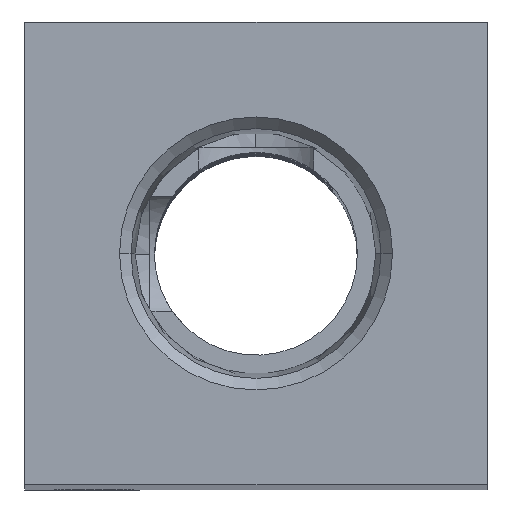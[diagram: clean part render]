
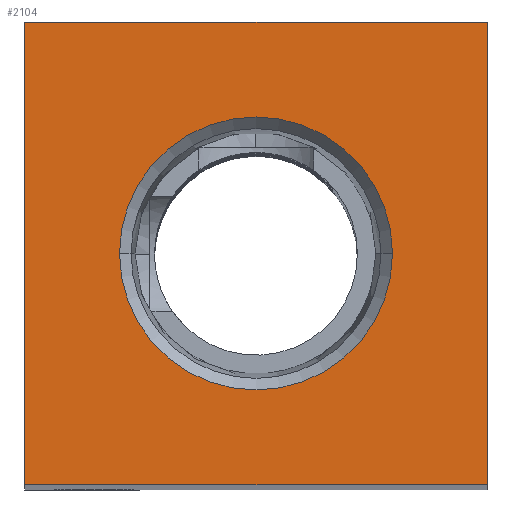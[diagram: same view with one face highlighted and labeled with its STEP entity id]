
A CAD part, top view. The second image highlights one B-rep face of the part: STEP entity #2104.
In plain terms, the highlighted planar face has unit normal (0, 0, 1).
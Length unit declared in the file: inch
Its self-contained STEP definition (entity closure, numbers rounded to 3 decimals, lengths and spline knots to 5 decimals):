
#440 = EDGE_LOOP ( 'NONE', ( #2806, #1096, #3719, #898 ) ) ;
#540 = CARTESIAN_POINT ( 'NONE',  ( 0.5, 0.5, 3.125 ) ) ;
#541 = CARTESIAN_POINT ( 'NONE',  ( 0.5, 0.5, 3.125 ) ) ;
#687 = CARTESIAN_POINT ( 'NONE',  ( -0.29487, 0., 3.125 ) ) ;
#764 = VERTEX_POINT ( 'NONE', #687 ) ;
#782 = DIRECTION ( 'NONE',  ( 0., -1., 0. ) ) ;
#898 = ORIENTED_EDGE ( 'NONE', *, *, #1271, .T. ) ;
#916 = VECTOR ( 'NONE', #782, 39.37008 ) ;
#921 = LINE ( 'NONE', #541, #3158 ) ;
#1074 = LINE ( 'NONE', #1119, #916 ) ;
#1096 = ORIENTED_EDGE ( 'NONE', *, *, #2037, .T. ) ;
#1119 = CARTESIAN_POINT ( 'NONE',  ( -0.5, -0.5, 3.125 ) ) ;
#1271 = EDGE_CURVE ( 'NONE', #4061, #2955, #921, .T. ) ;
#1305 = VECTOR ( 'NONE', #4009, 39.37008 ) ;
#1529 = ORIENTED_EDGE ( 'NONE', *, *, #5316, .F. ) ;
#1557 = AXIS2_PLACEMENT_3D ( 'NONE', #2874, #2853, #2810 ) ;
#1567 = EDGE_CURVE ( 'NONE', #764, #5326, #3233, .T. ) ;
#1608 = VERTEX_POINT ( 'NONE', #2807 ) ;
#1948 = CARTESIAN_POINT ( 'NONE',  ( -0.5, -0.5, 3.125 ) ) ;
#2037 = EDGE_CURVE ( 'NONE', #3055, #1608, #3636, .T. ) ;
#2093 = EDGE_LOOP ( 'NONE', ( #1529, #5040 ) ) ;
#2104 = ADVANCED_FACE ( 'NONE', ( #2489, #5552 ), #5586, .T. ) ;
#2308 = DIRECTION ( 'NONE',  ( 0., 0., 1. ) ) ;
#2408 = DIRECTION ( 'NONE',  ( 0., 1., 0. ) ) ;
#2489 = FACE_BOUND ( 'NONE', #2093, .T. ) ;
#2586 = LINE ( 'NONE', #5015, #4627 ) ;
#2739 = EDGE_CURVE ( 'NONE', #2955, #3055, #1074, .T. ) ;
#2806 = ORIENTED_EDGE ( 'NONE', *, *, #2739, .T. ) ;
#2807 = CARTESIAN_POINT ( 'NONE',  ( 0.5, -0.5, 3.125 ) ) ;
#2810 = DIRECTION ( 'NONE',  ( 1., 0., 0. ) ) ;
#2853 = DIRECTION ( 'NONE',  ( 0., 0., 1. ) ) ;
#2874 = CARTESIAN_POINT ( 'NONE',  ( 0., 0., 3.125 ) ) ;
#2955 = VERTEX_POINT ( 'NONE', #3620 ) ;
#3055 = VERTEX_POINT ( 'NONE', #1948 ) ;
#3143 = CARTESIAN_POINT ( 'NONE',  ( 0.29487, 0., 3.125 ) ) ;
#3158 = VECTOR ( 'NONE', #5611, 39.37008 ) ;
#3233 = CIRCLE ( 'NONE', #1557, 0.29487 ) ;
#3343 = AXIS2_PLACEMENT_3D ( 'NONE', #4907, #2308, #5361 ) ;
#3620 = CARTESIAN_POINT ( 'NONE',  ( -0.5, 0.5, 3.125 ) ) ;
#3636 = LINE ( 'NONE', #4522, #1305 ) ;
#3719 = ORIENTED_EDGE ( 'NONE', *, *, #5421, .T. ) ;
#4002 = CIRCLE ( 'NONE', #3343, 0.29487 ) ;
#4009 = DIRECTION ( 'NONE',  ( 1., 0., 0. ) ) ;
#4061 = VERTEX_POINT ( 'NONE', #540 ) ;
#4522 = CARTESIAN_POINT ( 'NONE',  ( 0.5, -0.5, 3.125 ) ) ;
#4562 = AXIS2_PLACEMENT_3D ( 'NONE', #5729, #5213, #5191 ) ;
#4627 = VECTOR ( 'NONE', #2408, 39.37008 ) ;
#4907 = CARTESIAN_POINT ( 'NONE',  ( 0., 0., 3.125 ) ) ;
#5015 = CARTESIAN_POINT ( 'NONE',  ( 0.5, -0.5, 3.125 ) ) ;
#5040 = ORIENTED_EDGE ( 'NONE', *, *, #1567, .F. ) ;
#5191 = DIRECTION ( 'NONE',  ( 1., 0., 0. ) ) ;
#5213 = DIRECTION ( 'NONE',  ( 0., 0., 1. ) ) ;
#5316 = EDGE_CURVE ( 'NONE', #5326, #764, #4002, .T. ) ;
#5326 = VERTEX_POINT ( 'NONE', #3143 ) ;
#5361 = DIRECTION ( 'NONE',  ( 1., 0., 0. ) ) ;
#5421 = EDGE_CURVE ( 'NONE', #1608, #4061, #2586, .T. ) ;
#5552 = FACE_OUTER_BOUND ( 'NONE', #440, .T. ) ;
#5586 = PLANE ( 'NONE',  #4562 ) ;
#5611 = DIRECTION ( 'NONE',  ( -1., 0., 0. ) ) ;
#5729 = CARTESIAN_POINT ( 'NONE',  ( 0., 0., 3.125 ) ) ;
